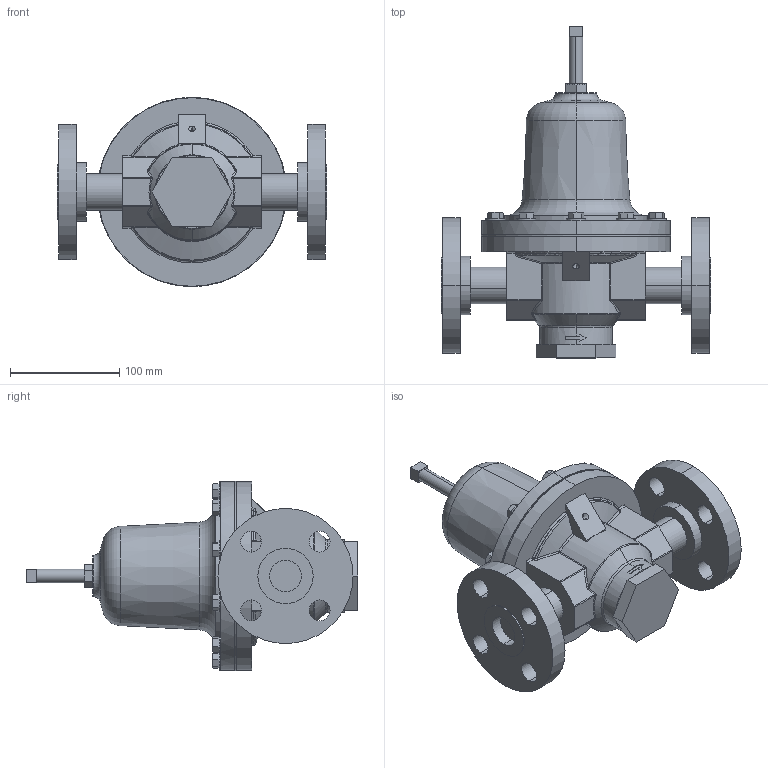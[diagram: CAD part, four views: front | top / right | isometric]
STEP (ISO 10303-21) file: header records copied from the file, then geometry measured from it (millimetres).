
FILE_DESCRIPTION (( 'STEP AP203' ), '1' );
FILE_NAME ('68G-100-DI-F3.STEP', '2017-08-21T12:17:38', ( '' ), ( '' ), 'SwSTEP 2.0', 'SolidWorks 2014', '' );
FILE_SCHEMA (( 'CONFIG_CONTROL_DESIGN' ));
Products named in the file (1): 68G-100-DI-F3
Bounding box: 247.65 x 304.48 x 173.69 mm (x, y, z)
Volume: 2651391.2 mm3; surface area: 198793.7 mm2
Topology: 1 solids, 1 shells, 608 faces, 1506 edges, 932 vertices
Faces by surface type: plane 213, bspline 157, cylinder 121, cone 83, torus 26, sphere 8
Entity records: 45139 total; most frequent: CARTESIAN_POINT 31755, ORIENTED_EDGE 2984, DIRECTION 2411, EDGE_CURVE 1492, AXIS2_PLACEMENT_3D 933, VERTEX_POINT 932, EDGE_LOOP 670, ADVANCED_FACE 608
